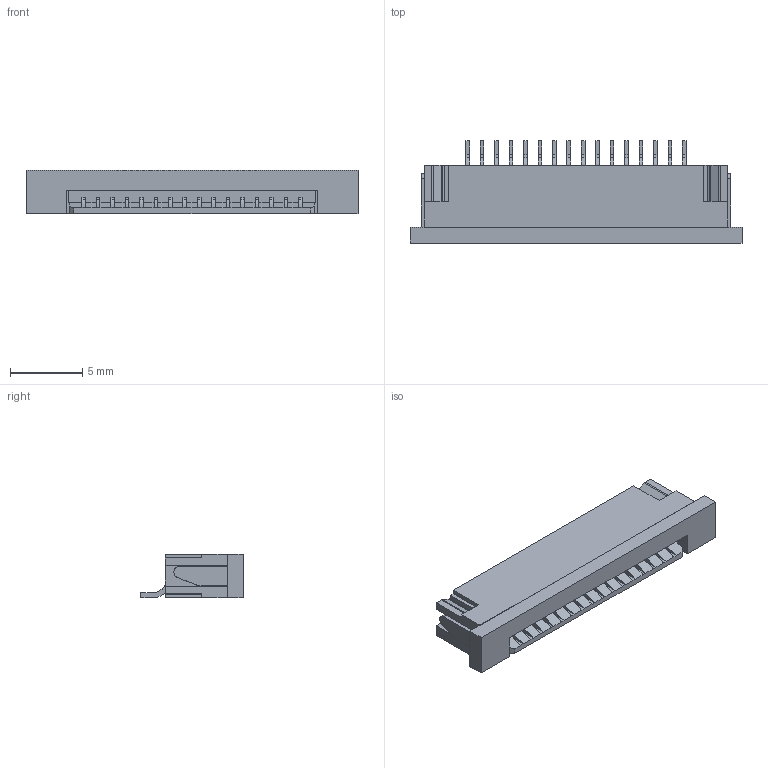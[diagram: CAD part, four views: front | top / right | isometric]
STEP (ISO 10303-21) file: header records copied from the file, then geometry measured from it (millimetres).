
FILE_DESCRIPTION(('STEP AP242'),'1');
FILE_NAME('68611614422.stp','2022-03-03T07:30:30',('TraceParts'),('TraceParts S.A.'),'Spatial InterOp 3D',' ',' ');
FILE_SCHEMA(('AP242_MANAGED_MODEL_BASED_3D_ENGINEERING_MIM_LF {1 0 10303 442 1 1 4}'));
Length unit declared in the file: millimetre
Products named in the file (1): 68611614422_1
Bounding box: 23 x 7.1 x 3.01 mm (x, y, z)
Volume: 272 mm3; surface area: 1232 mm2
Topology: 20 solids, 20 shells, 939 faces, 2761 edges, 1816 vertices
Faces by surface type: plane 557, cylinder 382
Entity records: 31609 total; most frequent: CARTESIAN_POINT 5536, ORIENTED_EDGE 5522, DIRECTION 5445, EDGE_CURVE 2761, LINE 1995, VECTOR 1995, VERTEX_POINT 1816, AXIS2_PLACEMENT_3D 1725
